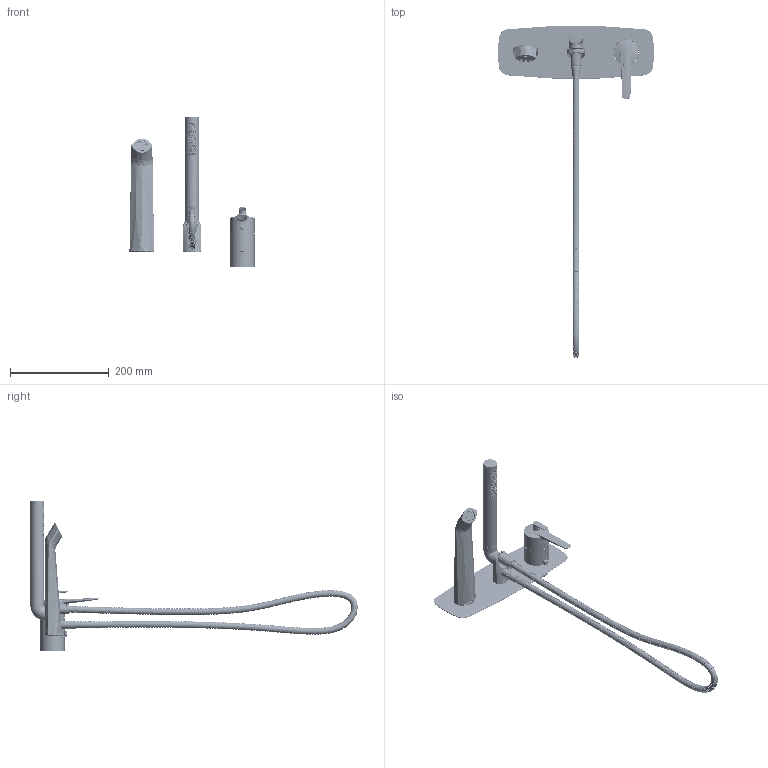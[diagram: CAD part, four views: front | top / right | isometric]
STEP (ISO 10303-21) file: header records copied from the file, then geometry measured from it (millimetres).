
FILE_DESCRIPTION(/* description */ (''),/* implementation_level */ '2;1');
FILE_NAME(/* name */ 'VY21-EM.stp',/* time_stamp */ '2021-03-10T14:17:00-05:00',/* author */ ('fbrousse'),/* organization */ (''),/* preprocessor_version */ 'ST-DEVELOPER v17',/* originating_system */ 'Autodesk Inventor 2018',/* authorisation */ '');
FILE_SCHEMA (('CONFIG_CONTROL_DESIGN'));
Length unit declared in the file: inch
Products named in the file (1): TVY21-em_Shrinkwrap_1
Bounding box: 315.75 x 671.99 x 304.1 mm (x, y, z)
Volume: 390923.2 mm3; surface area: 354467.3 mm2
Topology: 29 solids, 29 shells, 6039 faces, 15687 edges, 10192 vertices
Faces by surface type: cylinder 1943, plane 1837, bspline 1496, cone 357, torus 277, sphere 129
Full cylindrical faces by diameter (mm): 2.5 x3, 3 x1, 3.2 x1, 3.242 x4, 4 x37, 4.199 x1, 4.2 x1, 4.93 x1, 5 x5, 5.5 x1, 6 x1, 6.5 x1, 6.7 x4, 7.675 x1, 8.1 x2, 8.3 x1, 8.89 x222, 9 x1, 10 x1, 10.2 x2, 10.4 x1, 10.917 x1, 11 x2, 11.2 x2, 12 x2, 12.065 x222, 12.6 x1, 13 x1, 13.2 x1, 13.589 x222
Entity records: 396365 total; most frequent: CARTESIAN_POINT 247633, ORIENTED_EDGE 31272, DIRECTION 28699, EDGE_CURVE 15636, AXIS2_PLACEMENT_3D 12273, VERTEX_POINT 10197, EDGE_LOOP 6881, CIRCLE 6158
